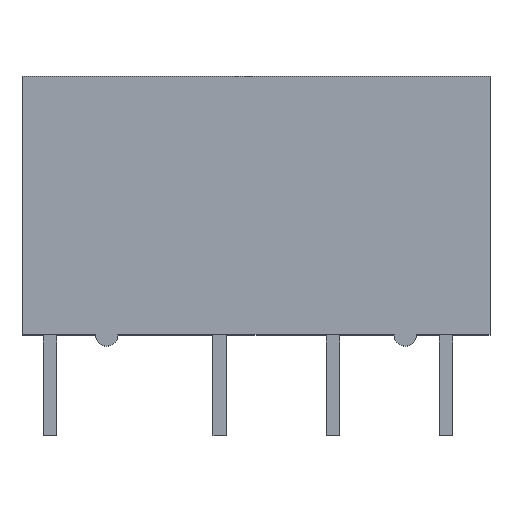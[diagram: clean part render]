
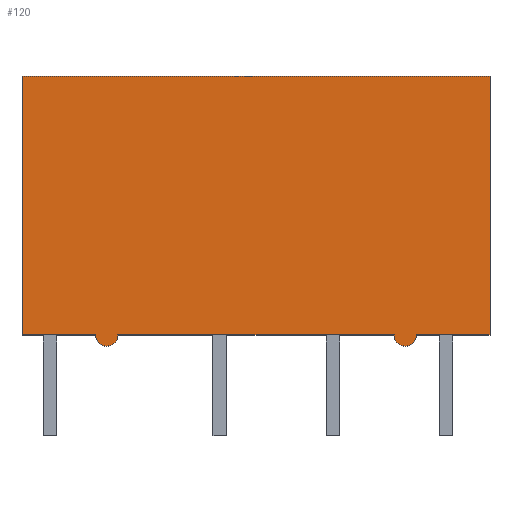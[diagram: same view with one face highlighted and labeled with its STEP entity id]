
A CAD part, top view. The second image highlights one B-rep face of the part: STEP entity #120.
In plain terms, the highlighted planar face has unit normal (0, 0, 1).
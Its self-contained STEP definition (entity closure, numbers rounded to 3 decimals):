
#120=ADVANCED_FACE('',(#220),#221,.T.);
#220=FACE_OUTER_BOUND('',#336,.T.);
#221=PLANE('',#337);
#336=EDGE_LOOP('',(#673,#674,#675,#676,#677,#678,#679,#680));
#337=AXIS2_PLACEMENT_3D('',#681,#682,#683);
#673=ORIENTED_EDGE('',*,*,#900,.T.);
#674=ORIENTED_EDGE('',*,*,#901,.T.);
#675=ORIENTED_EDGE('',*,*,#902,.T.);
#676=ORIENTED_EDGE('',*,*,#903,.T.);
#677=ORIENTED_EDGE('',*,*,#904,.T.);
#678=ORIENTED_EDGE('',*,*,#905,.T.);
#679=ORIENTED_EDGE('',*,*,#906,.T.);
#680=ORIENTED_EDGE('',*,*,#907,.T.);
#681=CARTESIAN_POINT('',(-11.0,5.698,5.05));
#682=DIRECTION('',(0.,0.,1.0));
#683=DIRECTION('',(0.,-1.0,0.));
#900=EDGE_CURVE('',#1112,#1113,#1114,.T.);
#901=EDGE_CURVE('',#1113,#1115,#1116,.T.);
#902=EDGE_CURVE('',#1115,#1117,#1118,.T.);
#903=EDGE_CURVE('',#1117,#1119,#1120,.T.);
#904=EDGE_CURVE('',#1119,#1121,#1122,.T.);
#905=EDGE_CURVE('',#1121,#1123,#1124,.T.);
#906=EDGE_CURVE('',#1123,#1125,#1126,.T.);
#907=EDGE_CURVE('',#1125,#1112,#1127,.T.);
#1112=VERTEX_POINT('',#1438);
#1113=VERTEX_POINT('',#1439);
#1114=LINE('',#1440,#1441);
#1115=VERTEX_POINT('',#1442);
#1116=LINE('',#1443,#1444);
#1117=VERTEX_POINT('',#1445);
#1118=LINE('',#1446,#1447);
#1119=VERTEX_POINT('',#1448);
#1120=LINE('',#1449,#1450);
#1121=VERTEX_POINT('',#1451);
#1122=CIRCLE('',#1452,0.5);
#1123=VERTEX_POINT('',#1453);
#1124=LINE('',#1454,#1455);
#1125=VERTEX_POINT('',#1456);
#1126=CIRCLE('',#1457,0.5);
#1127=LINE('',#1458,#1459);
#1438=CARTESIAN_POINT('',(10.5,0.0,5.05));
#1439=CARTESIAN_POINT('',(10.5,11.6,5.05));
#1440=CARTESIAN_POINT('',(10.5,5.749,5.05));
#1441=VECTOR('',#1608,1.0);
#1442=CARTESIAN_POINT('',(-10.5,11.6,5.05));
#1443=CARTESIAN_POINT('',(-5.5,11.6,5.05));
#1444=VECTOR('',#1609,1.0);
#1445=CARTESIAN_POINT('',(-10.5,0.0,5.05));
#1446=CARTESIAN_POINT('',(-10.5,5.749,5.05));
#1447=VECTOR('',#1610,1.0);
#1448=CARTESIAN_POINT('',(-7.2,0.,5.05));
#1449=CARTESIAN_POINT('',(-9.925,0.0,5.05));
#1450=VECTOR('',#1611,1.0);
#1451=CARTESIAN_POINT('',(-6.2,0.0,5.05));
#1452=AXIS2_PLACEMENT_3D('',#1612,#1613,#1614);
#1453=CARTESIAN_POINT('',(6.2,0.,5.05));
#1454=CARTESIAN_POINT('',(-5.5,0.0,5.05));
#1455=VECTOR('',#1615,1.0);
#1456=CARTESIAN_POINT('',(7.2,0.0,5.05));
#1457=AXIS2_PLACEMENT_3D('',#1616,#1617,#1618);
#1458=CARTESIAN_POINT('',(-1.075,0.0,5.05));
#1459=VECTOR('',#1619,1.0);
#1608=DIRECTION('',(0.0,1.0,0.));
#1609=DIRECTION('',(-1.0,0.0,0.));
#1610=DIRECTION('',(0.0,-1.0,0.));
#1611=DIRECTION('',(1.0,0.0,0.));
#1612=CARTESIAN_POINT('',(-6.7,0.0,5.05));
#1613=DIRECTION('',(0.,0.,1.0));
#1614=DIRECTION('',(1.0,0.,0.));
#1615=DIRECTION('',(1.0,0.0,0.));
#1616=CARTESIAN_POINT('',(6.7,0.,5.05));
#1617=DIRECTION('',(0.,0.,1.0));
#1618=DIRECTION('',(1.0,0.,0.));
#1619=DIRECTION('',(1.0,0.0,0.));
